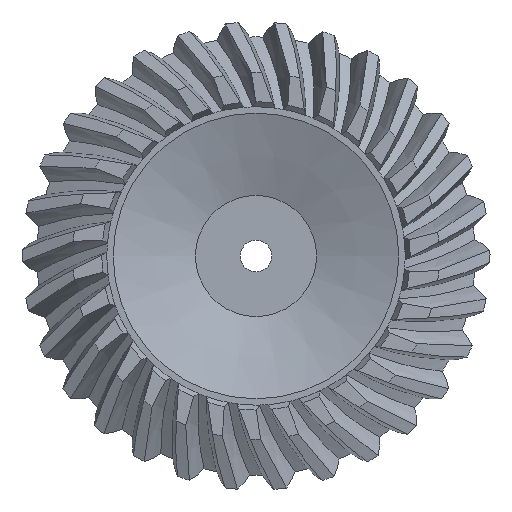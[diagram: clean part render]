
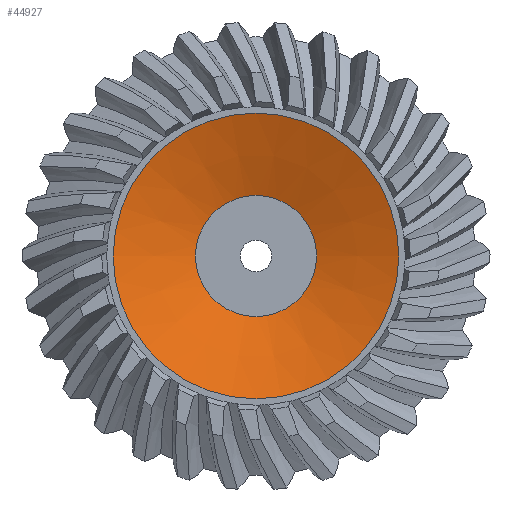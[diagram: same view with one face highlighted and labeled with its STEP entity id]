
A CAD part, top view. The second image highlights one B-rep face of the part: STEP entity #44927.
In plain terms, the highlighted conical face has half-angle 70.346 degrees and reference radius 10 mm.
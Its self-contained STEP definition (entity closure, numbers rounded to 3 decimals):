
#7994 = PLANE('',#7995);
#7995 = AXIS2_PLACEMENT_3D('',#7996,#7997,#7998);
#7996 = CARTESIAN_POINT('',(0.,12.301,49.35));
#7997 = DIRECTION('',(0.,0.,1.));
#7998 = DIRECTION('',(1.,0.,0.));
#24272 = EDGE_CURVE('',#24273,#24273,#24275,.T.);
#24273 = VERTEX_POINT('',#24274);
#24274 = CARTESIAN_POINT('',(23.581,0.,
    49.35));
#24275 = SURFACE_CURVE('',#24276,(#24281,#24288),.PCURVE_S1.);
#24276 = CIRCLE('',#24277,23.581);
#24277 = AXIS2_PLACEMENT_3D('',#24278,#24279,#24280);
#24278 = CARTESIAN_POINT('',(0.,0.,49.35));
#24279 = DIRECTION('',(0.,0.,1.));
#24280 = DIRECTION('',(1.,0.,0.));
#24281 = PCURVE('',#7994,#24282);
#24282 = DEFINITIONAL_REPRESENTATION('',(#24283),#24287);
#24283 = CIRCLE('',#24284,23.581);
#24284 = AXIS2_PLACEMENT_2D('',#24285,#24286);
#24285 = CARTESIAN_POINT('',(0.,-12.301));
#24286 = DIRECTION('',(1.,0.));
#24287 = ( GEOMETRIC_REPRESENTATION_CONTEXT(2) 
PARAMETRIC_REPRESENTATION_CONTEXT() REPRESENTATION_CONTEXT('2D SPACE',''
  ) );
#24288 = PCURVE('',#24289,#24294);
#24289 = CONICAL_SURFACE('',#24290,10.,1.228);
#24290 = AXIS2_PLACEMENT_3D('',#24291,#24292,#24293);
#24291 = CARTESIAN_POINT('',(0.,0.,44.5));
#24292 = DIRECTION('',(0.,0.,1.));
#24293 = DIRECTION('',(1.,0.,0.));
#24294 = DEFINITIONAL_REPRESENTATION('',(#24295),#24299);
#24295 = LINE('',#24296,#24297);
#24296 = CARTESIAN_POINT('',(0.,4.85));
#24297 = VECTOR('',#24298,1.);
#24298 = DIRECTION('',(1.,0.));
#24299 = ( GEOMETRIC_REPRESENTATION_CONTEXT(2) 
PARAMETRIC_REPRESENTATION_CONTEXT() REPRESENTATION_CONTEXT('2D SPACE',''
  ) );
#44039 = PLANE('',#44040);
#44040 = AXIS2_PLACEMENT_3D('',#44041,#44042,#44043);
#44041 = CARTESIAN_POINT('',(0.,0.,44.5));
#44042 = DIRECTION('',(0.,0.,1.));
#44043 = DIRECTION('',(1.,0.,0.));
#44927 = ADVANCED_FACE('',(#44928),#24289,.F.);
#44928 = FACE_BOUND('',#44929,.F.);
#44929 = EDGE_LOOP('',(#44930,#44931,#44954,#44976));
#44930 = ORIENTED_EDGE('',*,*,#24272,.F.);
#44931 = ORIENTED_EDGE('',*,*,#44932,.F.);
#44932 = EDGE_CURVE('',#44933,#24273,#44935,.T.);
#44933 = VERTEX_POINT('',#44934);
#44934 = CARTESIAN_POINT('',(10.,0.,44.5));
#44935 = SEAM_CURVE('',#44936,(#44940,#44947),.PCURVE_S1.);
#44936 = LINE('',#44937,#44938);
#44937 = CARTESIAN_POINT('',(10.,0.,44.5));
#44938 = VECTOR('',#44939,1.);
#44939 = DIRECTION('',(0.942,0.,0.336
    ));
#44940 = PCURVE('',#24289,#44941);
#44941 = DEFINITIONAL_REPRESENTATION('',(#44942),#44946);
#44942 = LINE('',#44943,#44944);
#44943 = CARTESIAN_POINT('',(6.283,-0.));
#44944 = VECTOR('',#44945,1.);
#44945 = DIRECTION('',(0.,1.));
#44946 = ( GEOMETRIC_REPRESENTATION_CONTEXT(2) 
PARAMETRIC_REPRESENTATION_CONTEXT() REPRESENTATION_CONTEXT('2D SPACE',''
  ) );
#44947 = PCURVE('',#24289,#44948);
#44948 = DEFINITIONAL_REPRESENTATION('',(#44949),#44953);
#44949 = LINE('',#44950,#44951);
#44950 = CARTESIAN_POINT('',(0.,-0.));
#44951 = VECTOR('',#44952,1.);
#44952 = DIRECTION('',(0.,1.));
#44953 = ( GEOMETRIC_REPRESENTATION_CONTEXT(2) 
PARAMETRIC_REPRESENTATION_CONTEXT() REPRESENTATION_CONTEXT('2D SPACE',''
  ) );
#44954 = ORIENTED_EDGE('',*,*,#44955,.T.);
#44955 = EDGE_CURVE('',#44933,#44933,#44956,.T.);
#44956 = SURFACE_CURVE('',#44957,(#44962,#44969),.PCURVE_S1.);
#44957 = CIRCLE('',#44958,10.);
#44958 = AXIS2_PLACEMENT_3D('',#44959,#44960,#44961);
#44959 = CARTESIAN_POINT('',(0.,0.,44.5));
#44960 = DIRECTION('',(0.,0.,1.));
#44961 = DIRECTION('',(1.,0.,0.));
#44962 = PCURVE('',#24289,#44963);
#44963 = DEFINITIONAL_REPRESENTATION('',(#44964),#44968);
#44964 = LINE('',#44965,#44966);
#44965 = CARTESIAN_POINT('',(0.,0.));
#44966 = VECTOR('',#44967,1.);
#44967 = DIRECTION('',(1.,0.));
#44968 = ( GEOMETRIC_REPRESENTATION_CONTEXT(2) 
PARAMETRIC_REPRESENTATION_CONTEXT() REPRESENTATION_CONTEXT('2D SPACE',''
  ) );
#44969 = PCURVE('',#44039,#44970);
#44970 = DEFINITIONAL_REPRESENTATION('',(#44971),#44975);
#44971 = CIRCLE('',#44972,10.);
#44972 = AXIS2_PLACEMENT_2D('',#44973,#44974);
#44973 = CARTESIAN_POINT('',(0.,0.));
#44974 = DIRECTION('',(1.,0.));
#44975 = ( GEOMETRIC_REPRESENTATION_CONTEXT(2) 
PARAMETRIC_REPRESENTATION_CONTEXT() REPRESENTATION_CONTEXT('2D SPACE',''
  ) );
#44976 = ORIENTED_EDGE('',*,*,#44932,.T.);
